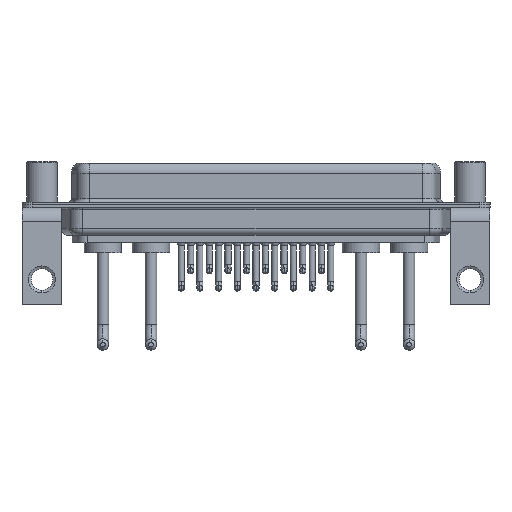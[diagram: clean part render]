
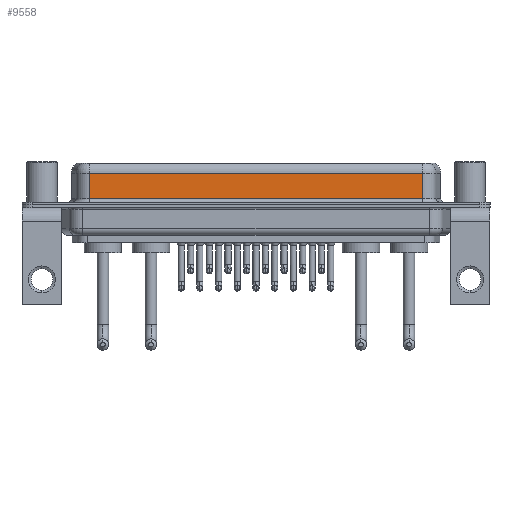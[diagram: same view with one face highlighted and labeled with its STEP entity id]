
A CAD part, front view. The second image highlights one B-rep face of the part: STEP entity #9558.
In plain terms, the highlighted planar face has unit normal (0, -1, 0).
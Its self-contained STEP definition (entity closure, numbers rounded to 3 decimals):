
#715 = CARTESIAN_POINT ( 'NONE',  ( 7.038, -3.95, 4.65 ) ) ;
#1165 = ORIENTED_EDGE ( 'NONE', *, *, #15297, .T. ) ;
#1345 = VERTEX_POINT ( 'NONE', #23456 ) ;
#1633 = VECTOR ( 'NONE', #2799, 1000. ) ;
#2032 = DIRECTION ( 'NONE',  ( 0., 0., -1. ) ) ;
#2799 = DIRECTION ( 'NONE',  ( 0., 0., -1. ) ) ;
#2884 = DIRECTION ( 'NONE',  ( 1., 0., 0. ) ) ;
#3305 = PLANE ( 'NONE',  #17954 ) ;
#4234 = EDGE_CURVE ( 'NONE', #1345, #7646, #12570, .T. ) ;
#6871 = DIRECTION ( 'NONE',  ( -1., 0., 0. ) ) ;
#7646 = VERTEX_POINT ( 'NONE', #18352 ) ;
#9558 = ADVANCED_FACE ( 'NONE', ( #12741 ), #3305, .F. ) ;
#10883 = CARTESIAN_POINT ( 'NONE',  ( 56.462, -3.95, 6.4 ) ) ;
#10991 = VECTOR ( 'NONE', #6871, 1000. ) ;
#11744 = CARTESIAN_POINT ( 'NONE',  ( 56.462, -3.95, 6.4 ) ) ;
#12253 = LINE ( 'NONE', #16320, #1633 ) ;
#12388 = VECTOR ( 'NONE', #2884, 1000. ) ;
#12570 = LINE ( 'NONE', #19876, #12388 ) ;
#12741 = FACE_OUTER_BOUND ( 'NONE', #16776, .T. ) ;
#13922 = VECTOR ( 'NONE', #2032, 1000. ) ;
#13925 = ORIENTED_EDGE ( 'NONE', *, *, #4234, .T. ) ;
#13984 = ORIENTED_EDGE ( 'NONE', *, *, #17966, .F. ) ;
#14359 = DIRECTION ( 'NONE',  ( 0., 0., 1. ) ) ;
#14443 = VERTEX_POINT ( 'NONE', #14726 ) ;
#14726 = CARTESIAN_POINT ( 'NONE',  ( 56.462, -3.95, 4.65 ) ) ;
#14796 = LINE ( 'NONE', #24357, #10991 ) ;
#15297 = EDGE_CURVE ( 'NONE', #14443, #17605, #14796, .T. ) ;
#16320 = CARTESIAN_POINT ( 'NONE',  ( 7.038, -3.95, 6.4 ) ) ;
#16776 = EDGE_LOOP ( 'NONE', ( #13984, #1165, #22717, #13925 ) ) ;
#17605 = VERTEX_POINT ( 'NONE', #715 ) ;
#17773 = EDGE_CURVE ( 'NONE', #17605, #1345, #12253, .T. ) ;
#17954 = AXIS2_PLACEMENT_3D ( 'NONE', #10883, #23801, #14359 ) ;
#17966 = EDGE_CURVE ( 'NONE', #14443, #7646, #21395, .T. ) ;
#18352 = CARTESIAN_POINT ( 'NONE',  ( 56.462, -3.95, 0.9 ) ) ;
#19876 = CARTESIAN_POINT ( 'NONE',  ( 56.462, -3.95, 0.9 ) ) ;
#21395 = LINE ( 'NONE', #11744, #13922 ) ;
#22717 = ORIENTED_EDGE ( 'NONE', *, *, #17773, .T. ) ;
#23456 = CARTESIAN_POINT ( 'NONE',  ( 7.038, -3.95, 0.9 ) ) ;
#23801 = DIRECTION ( 'NONE',  ( 0., 1., 0. ) ) ;
#24357 = CARTESIAN_POINT ( 'NONE',  ( 56.462, -3.95, 4.65 ) ) ;
